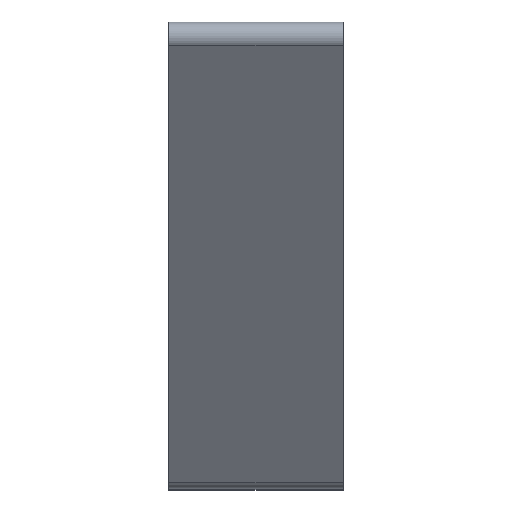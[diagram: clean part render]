
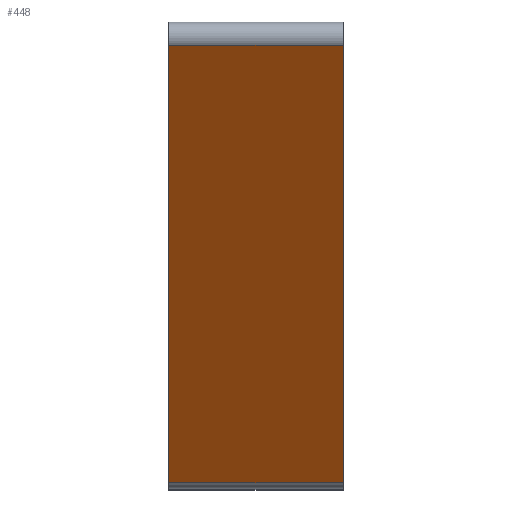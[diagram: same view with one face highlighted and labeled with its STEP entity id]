
A CAD part, top view. The second image highlights one B-rep face of the part: STEP entity #448.
In plain terms, the highlighted planar face has unit normal (0, -0.574, 0.819).
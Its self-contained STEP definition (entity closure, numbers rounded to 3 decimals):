
#55=DIRECTION('',(0.,-0.819,-0.574));
#56=VECTOR('',#55,14.527);
#57=CARTESIAN_POINT('',(0.,12.071,23.956));
#58=LINE('',#57,#56);
#115=DIRECTION('',(0.,0.819,0.574));
#116=VECTOR('',#115,14.527);
#117=CARTESIAN_POINT('',(4.76,0.171,15.623));
#118=LINE('',#117,#116);
#176=DIRECTION('',(1.,0.,0.));
#177=VECTOR('',#176,4.76);
#178=CARTESIAN_POINT('',(0.,12.071,23.956));
#179=LINE('',#178,#177);
#183=DIRECTION('',(1.,0.,0.));
#184=VECTOR('',#183,4.76);
#185=CARTESIAN_POINT('',(0.,0.171,15.623));
#186=LINE('',#185,#184);
#326=CARTESIAN_POINT('',(0.,12.071,23.956));
#327=CARTESIAN_POINT('',(0.,0.171,15.623));
#328=VERTEX_POINT('',#326);
#329=VERTEX_POINT('',#327);
#334=CARTESIAN_POINT('',(4.76,0.171,15.623));
#335=CARTESIAN_POINT('',(4.76,12.071,23.956));
#336=VERTEX_POINT('',#334);
#337=VERTEX_POINT('',#335);
#436=CARTESIAN_POINT('',(0.,0.,15.504));
#437=DIRECTION('',(0.,-0.574,0.819));
#438=DIRECTION('',(0.,0.819,0.574));
#439=AXIS2_PLACEMENT_3D('',#436,#437,#438);
#440=PLANE('',#439);
#441=ORIENTED_EDGE('',*,*,#359,.F.);
#443=ORIENTED_EDGE('',*,*,#442,.T.);
#444=ORIENTED_EDGE('',*,*,#415,.F.);
#445=ORIENTED_EDGE('',*,*,#403,.F.);
#446=EDGE_LOOP('',(#441,#443,#444,#445));
#447=FACE_OUTER_BOUND('',#446,.F.);
#359=EDGE_CURVE('',#328,#329,#58,.T.);
#403=EDGE_CURVE('',#329,#336,#186,.T.);
#415=EDGE_CURVE('',#336,#337,#118,.T.);
#442=EDGE_CURVE('',#328,#337,#179,.T.);
#448=ADVANCED_FACE('',(#447),#440,.T.);
